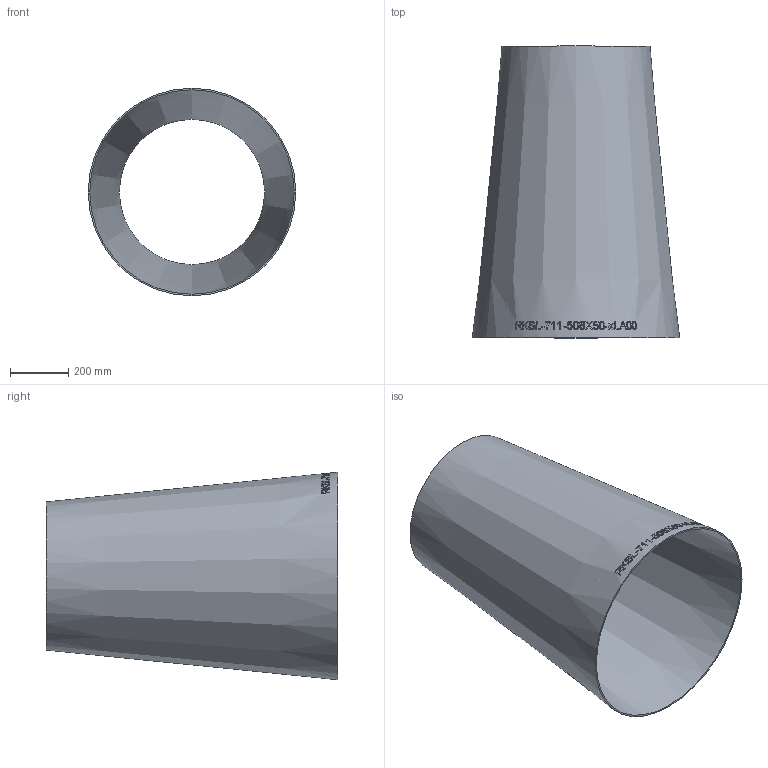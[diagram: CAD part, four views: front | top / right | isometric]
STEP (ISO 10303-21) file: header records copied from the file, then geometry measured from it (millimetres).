
FILE_DESCRIPTION (( 'STEP AP214' ), '1' );
FILE_NAME ('RKSL-711-508X50-xLA00 Reduzierung Sonderlänge 2007.STEP', '2020-07-27T09:06:53', ( '' ), ( '' ), 'SwSTEP 2.0', 'SolidWorks 2019', '' );
FILE_SCHEMA (( 'AUTOMOTIVE_DESIGN' ));
Length unit declared in the file: millimetre
Products named in the file (1): RKSL-711-508X50-xLA00 Reduzierung Sonderlänge 2007
Bounding box: 711.2 x 1000 x 711.2 mm (x, y, z)
Volume: 9551210.6 mm3; surface area: 3837406.5 mm2
Topology: 1 solids, 1 shells, 258 faces, 681 edges, 454 vertices
Faces by surface type: bspline 225, cone 31, plane 2
Entity records: 57294 total; most frequent: CARTESIAN_POINT 50168, ORIENTED_EDGE 1358, EDGE_CURVE 679, B_SPLINE_CURVE_WITH_KNOTS 675, VERTEX_POINT 454, EDGE_LOOP 291, FACE_OUTER_BOUND 258, ADVANCED_FACE 258
